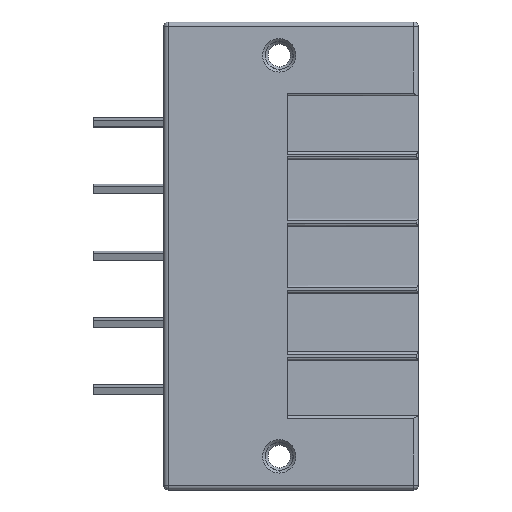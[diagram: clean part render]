
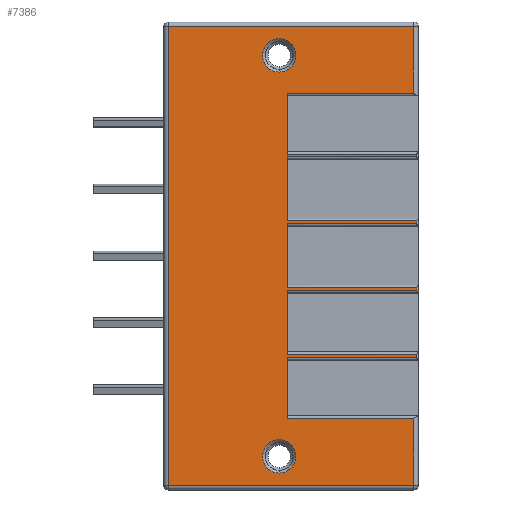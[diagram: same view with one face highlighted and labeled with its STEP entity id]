
A CAD part, top view. The second image highlights one B-rep face of the part: STEP entity #7386.
In plain terms, the highlighted planar face has unit normal (0, 0, 1).
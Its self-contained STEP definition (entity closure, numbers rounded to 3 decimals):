
#192=CARTESIAN_POINT('',(2.,41.91,6.956));
#193=DIRECTION('',(0.,0.,-1.));
#194=DIRECTION('',(0.,1.,0.));
#195=AXIS2_PLACEMENT_3D('',#192,#193,#194);
#197=CARTESIAN_POINT('',(2.,41.91,6.956));
#198=DIRECTION('',(0.,0.,-1.));
#199=DIRECTION('',(0.,-1.,0.));
#200=AXIS2_PLACEMENT_3D('',#197,#198,#199);
#202=CARTESIAN_POINT('',(2.,-3.81,6.956));
#203=DIRECTION('',(0.,0.,-1.));
#204=DIRECTION('',(0.,1.,0.));
#205=AXIS2_PLACEMENT_3D('',#202,#203,#204);
#207=CARTESIAN_POINT('',(2.,-3.81,6.956));
#208=DIRECTION('',(0.,0.,-1.));
#209=DIRECTION('',(0.,-1.,0.));
#210=AXIS2_PLACEMENT_3D('',#207,#208,#209);
#212=DIRECTION('',(0.,-1.,0.));
#213=VECTOR('',#212,7.63);
#214=CARTESIAN_POINT('',(17.35,0.51,6.956));
#215=LINE('',#214,#213);
#216=DIRECTION('',(1.,0.,0.));
#217=VECTOR('',#216,28.);
#218=CARTESIAN_POINT('',(-10.65,-7.12,6.956));
#219=LINE('',#218,#217);
#220=DIRECTION('',(-1.,0.,0.));
#221=VECTOR('',#220,28.);
#222=CARTESIAN_POINT('',(17.35,45.22,6.956));
#223=LINE('',#222,#221);
#224=DIRECTION('',(0.,-1.,0.));
#225=VECTOR('',#224,7.63);
#226=CARTESIAN_POINT('',(17.35,45.22,6.956));
#227=LINE('',#226,#225);
#228=DIRECTION('',(1.,0.,0.));
#229=VECTOR('',#228,14.45);
#230=CARTESIAN_POINT('',(2.9,37.59,6.956));
#231=LINE('',#230,#229);
#232=DIRECTION('',(0.,-1.,0.));
#233=VECTOR('',#232,6.94);
#234=CARTESIAN_POINT('',(2.9,37.59,6.956));
#235=LINE('',#234,#233);
#236=DIRECTION('',(1.,0.,0.));
#237=VECTOR('',#236,14.75);
#238=CARTESIAN_POINT('',(2.9,30.65,6.956));
#239=LINE('',#238,#237);
#240=DIRECTION('',(1.,0.,0.));
#241=VECTOR('',#240,14.75);
#242=CARTESIAN_POINT('',(2.9,30.355,6.956));
#243=LINE('',#242,#241);
#244=DIRECTION('',(0.,-1.,0.));
#245=VECTOR('',#244,7.32);
#246=CARTESIAN_POINT('',(2.9,30.355,6.956));
#247=LINE('',#246,#245);
#248=DIRECTION('',(-1.,0.,0.));
#249=VECTOR('',#248,14.75);
#250=CARTESIAN_POINT('',(17.65,23.035,6.956));
#251=LINE('',#250,#249);
#252=DIRECTION('',(1.,0.,0.));
#253=VECTOR('',#252,14.75);
#254=CARTESIAN_POINT('',(2.9,22.735,6.956));
#255=LINE('',#254,#253);
#256=DIRECTION('',(0.,-1.,0.));
#257=VECTOR('',#256,7.32);
#258=CARTESIAN_POINT('',(2.9,22.735,6.956));
#259=LINE('',#258,#257);
#260=DIRECTION('',(-1.,0.,0.));
#261=VECTOR('',#260,14.75);
#262=CARTESIAN_POINT('',(17.65,15.415,6.956));
#263=LINE('',#262,#261);
#264=DIRECTION('',(1.,0.,0.));
#265=VECTOR('',#264,14.75);
#266=CARTESIAN_POINT('',(2.9,15.115,6.956));
#267=LINE('',#266,#265);
#268=DIRECTION('',(0.,-1.,0.));
#269=VECTOR('',#268,7.32);
#270=CARTESIAN_POINT('',(2.9,15.115,6.956));
#271=LINE('',#270,#269);
#272=DIRECTION('',(-1.,0.,0.));
#273=VECTOR('',#272,14.75);
#274=CARTESIAN_POINT('',(17.65,7.795,6.956));
#275=LINE('',#274,#273);
#276=DIRECTION('',(-1.,0.,0.));
#277=VECTOR('',#276,14.75);
#278=CARTESIAN_POINT('',(17.65,7.45,6.956));
#279=LINE('',#278,#277);
#280=DIRECTION('',(0.,1.,0.));
#281=VECTOR('',#280,6.94);
#282=CARTESIAN_POINT('',(2.9,0.51,6.956));
#283=LINE('',#282,#281);
#284=DIRECTION('',(-1.,0.,0.));
#285=VECTOR('',#284,14.45);
#286=CARTESIAN_POINT('',(17.35,0.51,6.956));
#287=LINE('',#286,#285);
#981=DIRECTION('',(0.,-1.,0.));
#982=VECTOR('',#981,52.34);
#983=CARTESIAN_POINT('',(-10.65,45.22,6.956));
#984=LINE('',#983,#982);
#2353=CARTESIAN_POINT('',(17.35,37.59,6.956));
#2385=DIRECTION('',(0.,1.,0.));
#2386=VECTOR('',#2385,0.295);
#2387=CARTESIAN_POINT('',(17.65,30.355,6.956));
#2388=LINE('',#2387,#2386);
#2407=DIRECTION('',(0.,1.,0.));
#2408=VECTOR('',#2407,0.3);
#2409=CARTESIAN_POINT('',(17.65,22.735,6.956));
#2410=LINE('',#2409,#2408);
#2429=DIRECTION('',(0.,1.,0.));
#2430=VECTOR('',#2429,0.3);
#2431=CARTESIAN_POINT('',(17.65,15.115,6.956));
#2432=LINE('',#2431,#2430);
#2451=DIRECTION('',(0.,1.,0.));
#2452=VECTOR('',#2451,0.345);
#2453=CARTESIAN_POINT('',(17.65,7.45,6.956));
#2454=LINE('',#2453,#2452);
#4326=CARTESIAN_POINT('',(17.35,0.51,6.956));
#5599=CARTESIAN_POINT('',(2.9,37.59,6.956));
#5600=CARTESIAN_POINT('',(2.9,30.65,6.956));
#5601=VERTEX_POINT('',#5599);
#5602=VERTEX_POINT('',#5600);
#5603=CARTESIAN_POINT('',(17.65,30.65,6.956));
#5604=VERTEX_POINT('',#5603);
#5692=CARTESIAN_POINT('',(2.9,30.355,6.956));
#5693=CARTESIAN_POINT('',(17.65,30.355,6.956));
#5694=VERTEX_POINT('',#5692);
#5695=VERTEX_POINT('',#5693);
#5696=CARTESIAN_POINT('',(17.65,23.035,6.956));
#5697=CARTESIAN_POINT('',(2.9,23.035,6.956));
#5698=VERTEX_POINT('',#5696);
#5699=VERTEX_POINT('',#5697);
#5862=CARTESIAN_POINT('',(2.9,22.735,6.956));
#5863=CARTESIAN_POINT('',(17.65,22.735,6.956));
#5864=VERTEX_POINT('',#5862);
#5865=VERTEX_POINT('',#5863);
#5866=CARTESIAN_POINT('',(17.65,15.415,6.956));
#5867=CARTESIAN_POINT('',(2.9,15.415,6.956));
#5868=VERTEX_POINT('',#5866);
#5869=VERTEX_POINT('',#5867);
#6076=CARTESIAN_POINT('',(2.9,0.51,6.956));
#6077=VERTEX_POINT('',#6076);
#6078=CARTESIAN_POINT('',(2.9,7.45,6.956));
#6079=VERTEX_POINT('',#6078);
#6086=CARTESIAN_POINT('',(17.65,7.45,6.956));
#6087=VERTEX_POINT('',#6086);
#6169=CARTESIAN_POINT('',(2.9,15.115,6.956));
#6170=CARTESIAN_POINT('',(17.65,15.115,6.956));
#6171=VERTEX_POINT('',#6169);
#6172=VERTEX_POINT('',#6170);
#6173=CARTESIAN_POINT('',(17.65,7.795,6.956));
#6174=CARTESIAN_POINT('',(2.9,7.795,6.956));
#6175=VERTEX_POINT('',#6173);
#6176=VERTEX_POINT('',#6174);
#6864=CARTESIAN_POINT('',(2.,43.81,6.956));
#6865=CARTESIAN_POINT('',(2.,40.01,6.956));
#6866=VERTEX_POINT('',#6864);
#6867=VERTEX_POINT('',#6865);
#6876=VERTEX_POINT('',#2353);
#6877=CARTESIAN_POINT('',(17.35,45.22,6.956));
#6878=VERTEX_POINT('',#6877);
#6897=CARTESIAN_POINT('',(-10.65,45.22,6.956));
#6898=VERTEX_POINT('',#6897);
#7028=CARTESIAN_POINT('',(2.,-1.91,6.956));
#7029=CARTESIAN_POINT('',(2.,-5.71,6.956));
#7030=VERTEX_POINT('',#7028);
#7031=VERTEX_POINT('',#7029);
#7036=VERTEX_POINT('',#4326);
#7042=CARTESIAN_POINT('',(17.35,-7.12,6.956));
#7043=VERTEX_POINT('',#7042);
#7058=CARTESIAN_POINT('',(-10.65,-7.12,6.956));
#7059=VERTEX_POINT('',#7058);
#7320=CARTESIAN_POINT('',(-10.95,0.,6.956));
#7321=DIRECTION('',(0.,0.,1.));
#7322=DIRECTION('',(1.,0.,0.));
#7323=AXIS2_PLACEMENT_3D('',#7320,#7321,#7322);
#7324=PLANE('',#7323);
#7326=ORIENTED_EDGE('',*,*,#7325,.T.);
#7328=ORIENTED_EDGE('',*,*,#7327,.F.);
#7330=ORIENTED_EDGE('',*,*,#7329,.F.);
#7332=ORIENTED_EDGE('',*,*,#7331,.F.);
#7334=ORIENTED_EDGE('',*,*,#7333,.T.);
#7336=ORIENTED_EDGE('',*,*,#7335,.F.);
#7338=ORIENTED_EDGE('',*,*,#7337,.T.);
#7340=ORIENTED_EDGE('',*,*,#7339,.T.);
#7342=ORIENTED_EDGE('',*,*,#7341,.F.);
#7344=ORIENTED_EDGE('',*,*,#7343,.F.);
#7346=ORIENTED_EDGE('',*,*,#7345,.T.);
#7348=ORIENTED_EDGE('',*,*,#7347,.F.);
#7350=ORIENTED_EDGE('',*,*,#7349,.F.);
#7352=ORIENTED_EDGE('',*,*,#7351,.F.);
#7354=ORIENTED_EDGE('',*,*,#7353,.T.);
#7356=ORIENTED_EDGE('',*,*,#7355,.F.);
#7358=ORIENTED_EDGE('',*,*,#7357,.F.);
#7360=ORIENTED_EDGE('',*,*,#7359,.F.);
#7362=ORIENTED_EDGE('',*,*,#7361,.T.);
#7364=ORIENTED_EDGE('',*,*,#7363,.F.);
#7366=ORIENTED_EDGE('',*,*,#7365,.F.);
#7368=ORIENTED_EDGE('',*,*,#7367,.T.);
#7370=ORIENTED_EDGE('',*,*,#7369,.F.);
#7372=ORIENTED_EDGE('',*,*,#7371,.F.);
#7373=EDGE_LOOP('',(#7326,#7328,#7330,#7332,#7334,#7336,#7338,#7340,#7342,#7344,
#7346,#7348,#7350,#7352,#7354,#7356,#7358,#7360,#7362,#7364,#7366,#7368,#7370,
#7372));
#7374=FACE_OUTER_BOUND('',#7373,.F.);
#7376=ORIENTED_EDGE('',*,*,#7375,.F.);
#7377=ORIENTED_EDGE('',*,*,#7310,.F.);
#7378=EDGE_LOOP('',(#7376,#7377));
#7379=FACE_BOUND('',#7378,.F.);
#7381=ORIENTED_EDGE('',*,*,#7380,.F.);
#7383=ORIENTED_EDGE('',*,*,#7382,.F.);
#7384=EDGE_LOOP('',(#7381,#7383));
#7385=FACE_BOUND('',#7384,.F.);
#7386=ADVANCED_FACE('',(#7374,#7379,#7385),#7324,.T.);
#196=CIRCLE('',#195,1.9);
#201=CIRCLE('',#200,1.9);
#206=CIRCLE('',#205,1.9);
#211=CIRCLE('',#210,1.9);
#7310=EDGE_CURVE('',#7031,#7030,#211,.T.);
#7325=EDGE_CURVE('',#7036,#7043,#215,.T.);
#7327=EDGE_CURVE('',#7059,#7043,#219,.T.);
#7329=EDGE_CURVE('',#6898,#7059,#984,.T.);
#7331=EDGE_CURVE('',#6878,#6898,#223,.T.);
#7333=EDGE_CURVE('',#6878,#6876,#227,.T.);
#7335=EDGE_CURVE('',#5601,#6876,#231,.T.);
#7337=EDGE_CURVE('',#5601,#5602,#235,.T.);
#7339=EDGE_CURVE('',#5602,#5604,#239,.T.);
#7341=EDGE_CURVE('',#5695,#5604,#2388,.T.);
#7343=EDGE_CURVE('',#5694,#5695,#243,.T.);
#7345=EDGE_CURVE('',#5694,#5699,#247,.T.);
#7347=EDGE_CURVE('',#5698,#5699,#251,.T.);
#7349=EDGE_CURVE('',#5865,#5698,#2410,.T.);
#7351=EDGE_CURVE('',#5864,#5865,#255,.T.);
#7353=EDGE_CURVE('',#5864,#5869,#259,.T.);
#7355=EDGE_CURVE('',#5868,#5869,#263,.T.);
#7357=EDGE_CURVE('',#6172,#5868,#2432,.T.);
#7359=EDGE_CURVE('',#6171,#6172,#267,.T.);
#7361=EDGE_CURVE('',#6171,#6176,#271,.T.);
#7363=EDGE_CURVE('',#6175,#6176,#275,.T.);
#7365=EDGE_CURVE('',#6087,#6175,#2454,.T.);
#7367=EDGE_CURVE('',#6087,#6079,#279,.T.);
#7369=EDGE_CURVE('',#6077,#6079,#283,.T.);
#7371=EDGE_CURVE('',#7036,#6077,#287,.T.);
#7375=EDGE_CURVE('',#7030,#7031,#206,.T.);
#7380=EDGE_CURVE('',#6866,#6867,#196,.T.);
#7382=EDGE_CURVE('',#6867,#6866,#201,.T.);
